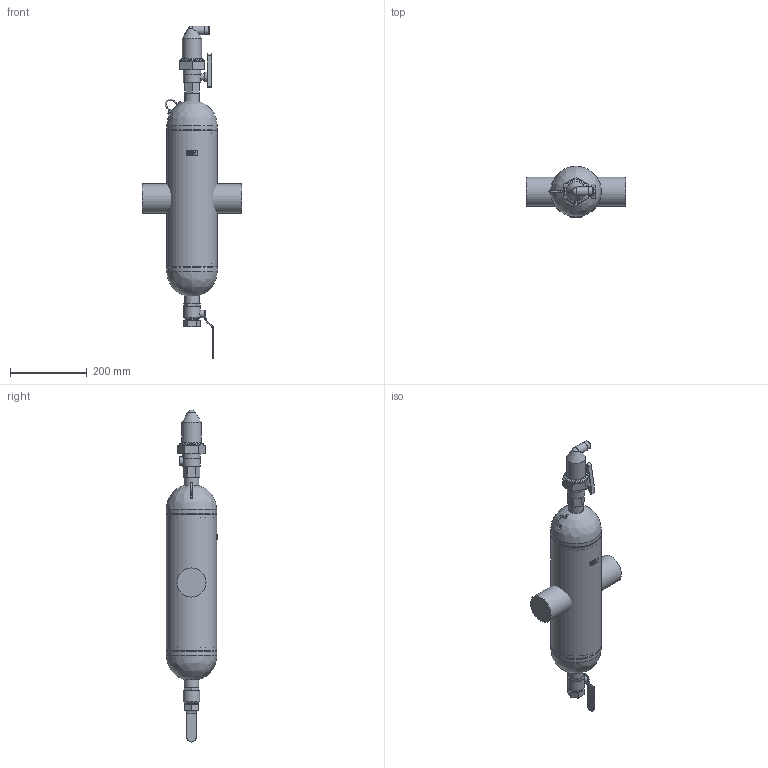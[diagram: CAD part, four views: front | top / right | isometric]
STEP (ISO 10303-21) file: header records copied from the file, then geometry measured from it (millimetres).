
FILE_DESCRIPTION(/* description */ (''),/* implementation_level */ '2;1');
FILE_NAME(/* name */ '3d_ExtwinTW76.1-8253110.stp',/* time_stamp */ '2021-07-20T07:15:55+02:00',/* author */ ('Andrzej'),/* organization */ (''),/* preprocessor_version */ 'ST-DEVELOPER v16.13',/* originating_system */ 'AutoCAD Mechanical',/* authorisation */ '');
FILE_SCHEMA (('AUTOMOTIVE_DESIGN { 1 0 10303 214 3 1 1 }'));
Length unit declared in the file: millimetre
Products named in the file (1): Product
Bounding box: 260 x 134.49 x 866 mm (x, y, z)
Volume: 8270765.3 mm3; surface area: 420240 mm2
Topology: 16 solids, 16 shells, 304 faces, 758 edges, 498 vertices
Faces by surface type: plane 177, cylinder 111, cone 8, torus 5, bspline 2, sphere 1
Full cylindrical faces by diameter (mm): 4 x4, 16.662 x1, 17.2 x1, 18 x1, 19.5 x1, 21.3 x1, 22 x1, 23 x1, 26 x1, 33.7 x1, 35 x1, 38 x2, 44 x1, 45 x1, 46 x1, 50 x1, 63 x1, 76.1 x1, 129.4 x2, 132 x3
Entity records: 9209 total; most frequent: CARTESIAN_POINT 1976, DIRECTION 1530, ORIENTED_EDGE 1408, EDGE_CURVE 704, AXIS2_PLACEMENT_3D 543, VERTEX_POINT 485, LINE 444, VECTOR 444
